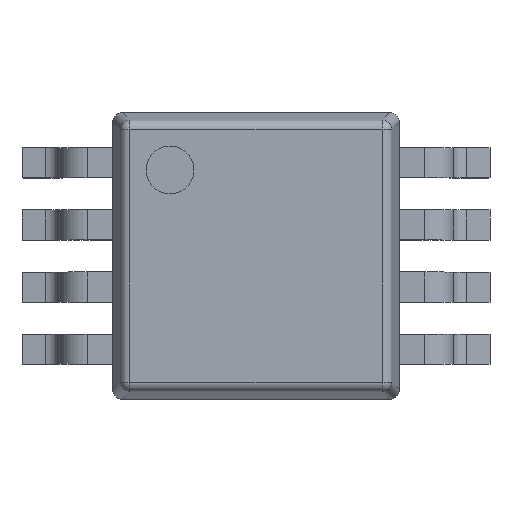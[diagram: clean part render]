
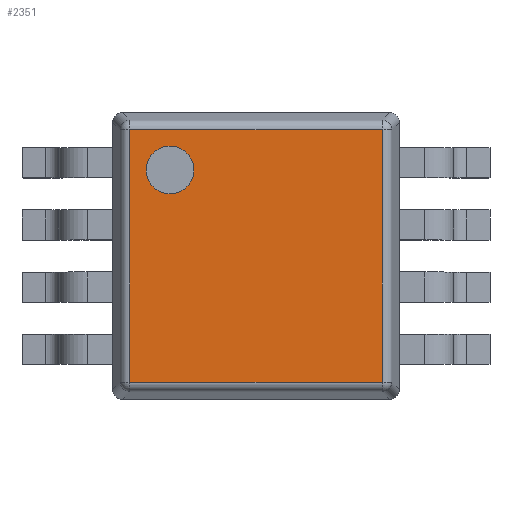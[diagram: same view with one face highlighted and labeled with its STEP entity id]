
A CAD part, top view. The second image highlights one B-rep face of the part: STEP entity #2351.
In plain terms, the highlighted face is planar.
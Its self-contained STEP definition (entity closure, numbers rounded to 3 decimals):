
#858=CARTESIAN_POINT('',(-0.9,0.45,-0.9));
#859=DIRECTION('',(0.,-1.,0.));
#860=DIRECTION('',(1.,0.,0.));
#861=AXIS2_PLACEMENT_3D('',#858,#859,#860);
#866=CARTESIAN_POINT('',(-0.9,0.45,-0.9));
#867=DIRECTION('',(0.,-1.,0.));
#868=DIRECTION('',(-1.,0.,0.));
#869=AXIS2_PLACEMENT_3D('',#866,#867,#868);
#874=DIRECTION('',(0.,0.,1.));
#875=VECTOR('',#874,2.647);
#876=CARTESIAN_POINT('',(-1.323,0.45,-1.323));
#877=LINE('',#876,#875);
#881=DIRECTION('',(-1.,0.,0.));
#882=VECTOR('',#881,2.647);
#883=CARTESIAN_POINT('',(1.323,0.45,-1.323));
#884=LINE('',#883,#882);
#888=DIRECTION('',(0.,0.,-1.));
#889=VECTOR('',#888,2.647);
#890=CARTESIAN_POINT('',(1.323,0.45,1.323));
#891=LINE('',#890,#889);
#895=DIRECTION('',(1.,0.,0.));
#896=VECTOR('',#895,2.647);
#897=CARTESIAN_POINT('',(-1.323,0.45,1.323));
#898=LINE('',#897,#896);
#1521=CARTESIAN_POINT('',(-0.65,0.45,-0.9));
#1522=CARTESIAN_POINT('',(-1.15,0.45,-0.9));
#1523=VERTEX_POINT('',#1521);
#1524=VERTEX_POINT('',#1522);
#1537=CARTESIAN_POINT('',(-1.323,0.45,-1.323));
#1538=CARTESIAN_POINT('',(-1.323,0.45,1.323));
#1539=VERTEX_POINT('',#1537);
#1540=VERTEX_POINT('',#1538);
#1545=CARTESIAN_POINT('',(1.323,0.45,1.323));
#1546=CARTESIAN_POINT('',(1.323,0.45,-1.323));
#1547=VERTEX_POINT('',#1545);
#1548=VERTEX_POINT('',#1546);
#2334=CARTESIAN_POINT('',(0.,0.45,0.));
#2335=DIRECTION('',(0.,1.,0.));
#2336=DIRECTION('',(1.,0.,0.));
#2337=AXIS2_PLACEMENT_3D('',#2334,#2335,#2336);
#2338=PLANE('',#2337);
#2339=ORIENTED_EDGE('',*,*,#2258,.F.);
#2340=ORIENTED_EDGE('',*,*,#2325,.F.);
#2341=ORIENTED_EDGE('',*,*,#2167,.F.);
#2342=ORIENTED_EDGE('',*,*,#2196,.F.);
#2343=EDGE_LOOP('',(#2339,#2340,#2341,#2342));
#2344=FACE_OUTER_BOUND('',#2343,.F.);
#2346=ORIENTED_EDGE('',*,*,#2345,.F.);
#2348=ORIENTED_EDGE('',*,*,#2347,.F.);
#2349=EDGE_LOOP('',(#2346,#2348));
#2350=FACE_BOUND('',#2349,.F.);
#862=CIRCLE('',#861,0.25);
#870=CIRCLE('',#869,0.25);
#2167=EDGE_CURVE('',#1547,#1548,#891,.T.);
#2196=EDGE_CURVE('',#1540,#1547,#898,.T.);
#2258=EDGE_CURVE('',#1539,#1540,#877,.T.);
#2325=EDGE_CURVE('',#1548,#1539,#884,.T.);
#2345=EDGE_CURVE('',#1523,#1524,#862,.T.);
#2347=EDGE_CURVE('',#1524,#1523,#870,.T.);
#2351=ADVANCED_FACE('',(#2344,#2350),#2338,.T.);
